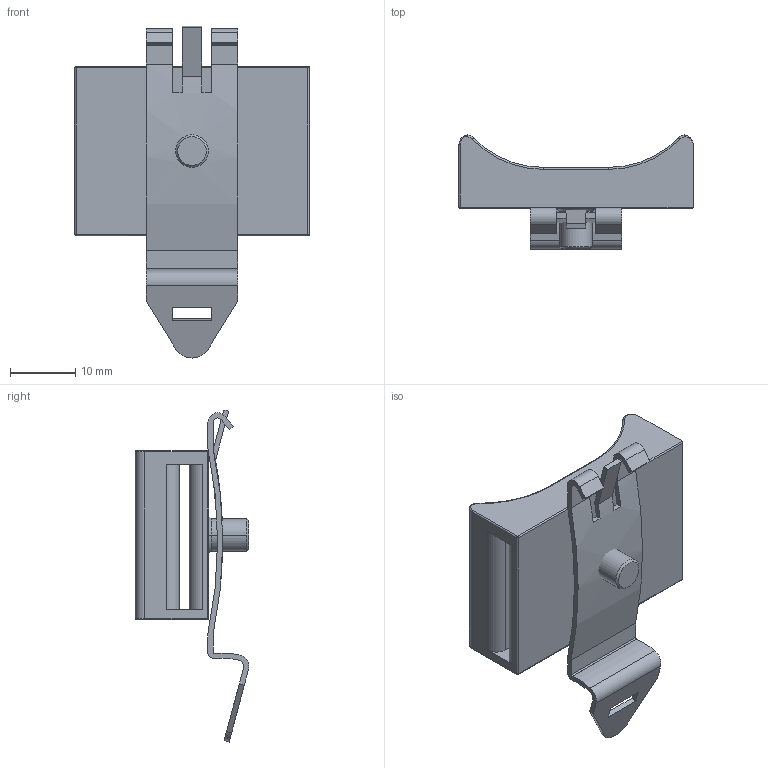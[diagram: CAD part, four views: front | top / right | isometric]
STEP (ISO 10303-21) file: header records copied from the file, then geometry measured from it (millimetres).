
FILE_DESCRIPTION (( 'STEP AP214' ), '1' );
FILE_NAME ('3011-046.STEP', '2020-08-31T10:01:48', ( '' ), ( '' ), 'SwSTEP 2.0', 'SolidWorks 2020', '' );
FILE_SCHEMA (( 'AUTOMOTIVE_DESIGN' ));
Length unit declared in the file: millimetre
Products named in the file (1): 3011-046
Bounding box: 36 x 17.49 x 51.03 mm (x, y, z)
Volume: 6431.2 mm3; surface area: 6377.2 mm2
Topology: 3 solids, 3 shells, 120 faces, 310 edges, 194 vertices
Faces by surface type: plane 51, cylinder 45, torus 10, cone 6, bspline 6, sphere 2
Entity records: 6384 total; most frequent: CARTESIAN_POINT 2059, DIRECTION 626, ORIENTED_EDGE 612, EDGE_CURVE 306, AXIS2_PLACEMENT_3D 227, VERTEX_POINT 194, VECTOR 172, LINE 172
